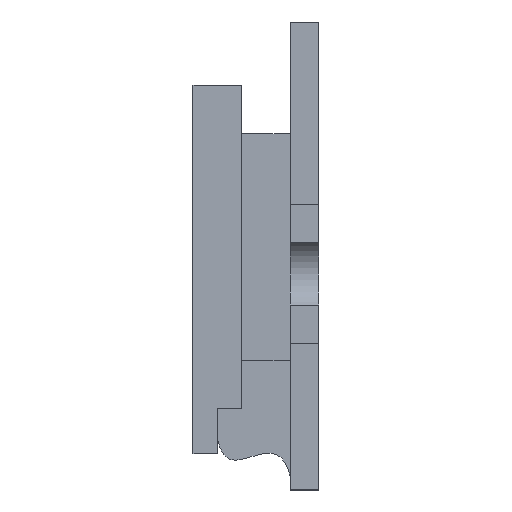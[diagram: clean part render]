
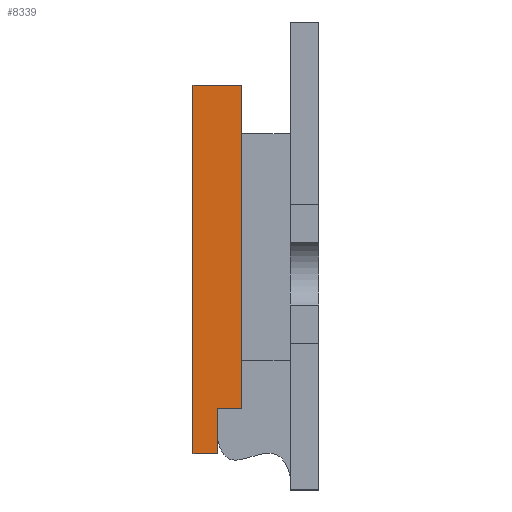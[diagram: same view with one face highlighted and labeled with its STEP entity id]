
A CAD part, left-side view. The second image highlights one B-rep face of the part: STEP entity #8339.
In plain terms, the highlighted planar face has unit normal (-1, 0, 0).
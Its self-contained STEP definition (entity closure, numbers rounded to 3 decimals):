
#160 = LINE ( 'NONE', #15720, #7263 ) ;
#179 = VERTEX_POINT ( 'NONE', #8785 ) ;
#473 = EDGE_CURVE ( 'NONE', #17637, #14148, #3326, .T. ) ;
#666 = EDGE_CURVE ( 'NONE', #10191, #5077, #14588, .T. ) ;
#684 = VECTOR ( 'NONE', #1017, 1000. ) ;
#949 = EDGE_LOOP ( 'NONE', ( #8821, #2883, #4301, #13192, #16009, #7686 ) ) ;
#1017 = DIRECTION ( 'NONE',  ( 0., 0., 1. ) ) ;
#2661 = VECTOR ( 'NONE', #5988, 1000. ) ;
#2883 = ORIENTED_EDGE ( 'NONE', *, *, #473, .F. ) ;
#3326 = LINE ( 'NONE', #16934, #7099 ) ;
#3733 = CARTESIAN_POINT ( 'NONE',  ( -28., 5.65, -11. ) ) ;
#3765 = DIRECTION ( 'NONE',  ( 0., 1., 0. ) ) ;
#4035 = VECTOR ( 'NONE', #16569, 1000. ) ;
#4231 = CARTESIAN_POINT ( 'NONE',  ( -28., 7., -11. ) ) ;
#4301 = ORIENTED_EDGE ( 'NONE', *, *, #16857, .T. ) ;
#4692 = VECTOR ( 'NONE', #3765, 1000. ) ;
#5077 = VERTEX_POINT ( 'NONE', #17645 ) ;
#5290 = CARTESIAN_POINT ( 'NONE',  ( -28., 5.65, 9.5 ) ) ;
#5749 = CARTESIAN_POINT ( 'NONE',  ( -28., 4.3, -8.5 ) ) ;
#5887 = AXIS2_PLACEMENT_3D ( 'NONE', #3733, #14245, #6965 ) ;
#5988 = DIRECTION ( 'NONE',  ( 0., 1., 0. ) ) ;
#6000 = LINE ( 'NONE', #13381, #2661 ) ;
#6961 = VERTEX_POINT ( 'NONE', #18620 ) ;
#6965 = DIRECTION ( 'NONE',  ( 0., 0., 1. ) ) ;
#7099 = VECTOR ( 'NONE', #7896, 1000. ) ;
#7263 = VECTOR ( 'NONE', #8099, 1000. ) ;
#7686 = ORIENTED_EDGE ( 'NONE', *, *, #18097, .F. ) ;
#7896 = DIRECTION ( 'NONE',  ( 0., 1., 0. ) ) ;
#8099 = DIRECTION ( 'NONE',  ( 0., 0., 1. ) ) ;
#8339 = ADVANCED_FACE ( 'NONE', ( #13212 ), #9740, .T. ) ;
#8785 = CARTESIAN_POINT ( 'NONE',  ( -28., 4.3, 9.5 ) ) ;
#8821 = ORIENTED_EDGE ( 'NONE', *, *, #18934, .T. ) ;
#9740 = PLANE ( 'NONE',  #5887 ) ;
#10191 = VERTEX_POINT ( 'NONE', #4231 ) ;
#10475 = EDGE_CURVE ( 'NONE', #179, #5077, #17905, .T. ) ;
#11561 = CARTESIAN_POINT ( 'NONE',  ( -28., 7., -11. ) ) ;
#12264 = LINE ( 'NONE', #18151, #4035 ) ;
#13192 = ORIENTED_EDGE ( 'NONE', *, *, #10475, .T. ) ;
#13212 = FACE_OUTER_BOUND ( 'NONE', #949, .T. ) ;
#13381 = CARTESIAN_POINT ( 'NONE',  ( -28., 5.65, -11. ) ) ;
#14148 = VERTEX_POINT ( 'NONE', #18116 ) ;
#14245 = DIRECTION ( 'NONE',  ( -1., 0., 0. ) ) ;
#14588 = LINE ( 'NONE', #11561, #684 ) ;
#15720 = CARTESIAN_POINT ( 'NONE',  ( -28., 4.3, -8.5 ) ) ;
#16009 = ORIENTED_EDGE ( 'NONE', *, *, #666, .F. ) ;
#16569 = DIRECTION ( 'NONE',  ( 0., 0., 1. ) ) ;
#16857 = EDGE_CURVE ( 'NONE', #17637, #179, #160, .T. ) ;
#16934 = CARTESIAN_POINT ( 'NONE',  ( -28., 4.3, -8.5 ) ) ;
#17637 = VERTEX_POINT ( 'NONE', #5749 ) ;
#17645 = CARTESIAN_POINT ( 'NONE',  ( -28., 7., 9.5 ) ) ;
#17905 = LINE ( 'NONE', #5290, #4692 ) ;
#18097 = EDGE_CURVE ( 'NONE', #6961, #10191, #6000, .T. ) ;
#18116 = CARTESIAN_POINT ( 'NONE',  ( -28., 5.65, -8.5 ) ) ;
#18151 = CARTESIAN_POINT ( 'NONE',  ( -28., 5.65, -11. ) ) ;
#18620 = CARTESIAN_POINT ( 'NONE',  ( -28., 5.65, -11. ) ) ;
#18934 = EDGE_CURVE ( 'NONE', #6961, #14148, #12264, .T. ) ;
